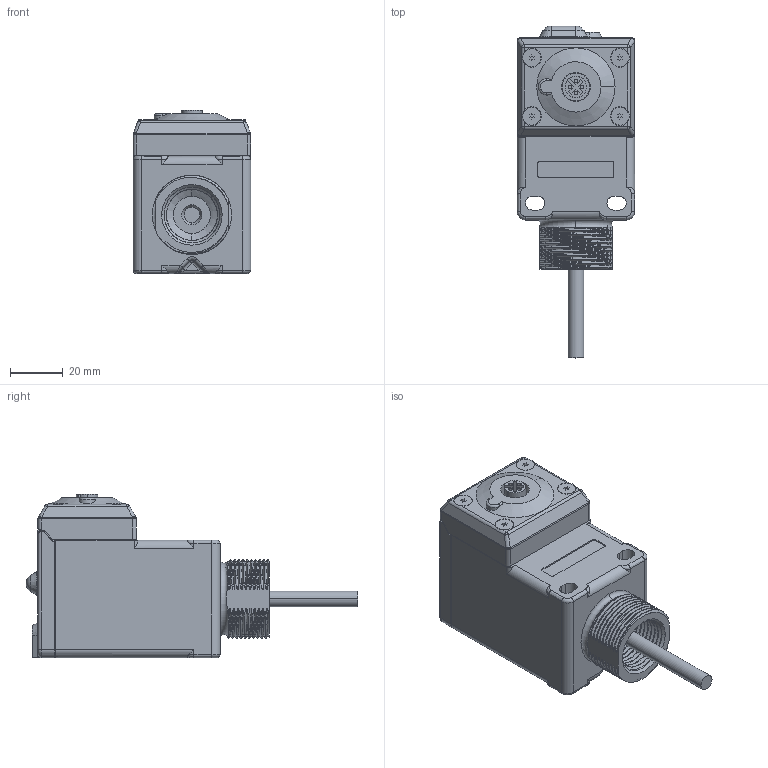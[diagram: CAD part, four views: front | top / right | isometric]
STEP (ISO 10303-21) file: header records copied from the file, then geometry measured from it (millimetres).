
FILE_DESCRIPTION((''),'2;1');
FILE_NAME('156720_SW','2012-01-24T',('banengservice'),('BANNER ENGINEERING'),'PRO/ENGINEER BY PARAMETRIC TECHNOLOGY CORPORATION, 2009141','PRO/ENGINEER BY PARAMETRIC TECHNOLOGY CORPORATION, 2009141','');
FILE_SCHEMA(('CONFIG_CONTROL_DESIGN'));
Products named in the file (1): 156720_SW
Bounding box: 44.53 x 125.61 x 61.77 mm (x, y, z)
Volume: 74749.7 mm3; surface area: 50699.7 mm2
Topology: 2 solids, 2 shells, 1074 faces, 2728 edges, 1679 vertices
Faces by surface type: plane 400, cylinder 384, bspline 138, torus 63, cone 46, sphere 43
Entity records: 48269 total; most frequent: CARTESIAN_POINT 23198, ORIENTED_EDGE 5420, DIRECTION 4924, EDGE_CURVE 2710, AXIS2_PLACEMENT_3D 1720, VERTEX_POINT 1679, VECTOR 1484, LINE 1484
